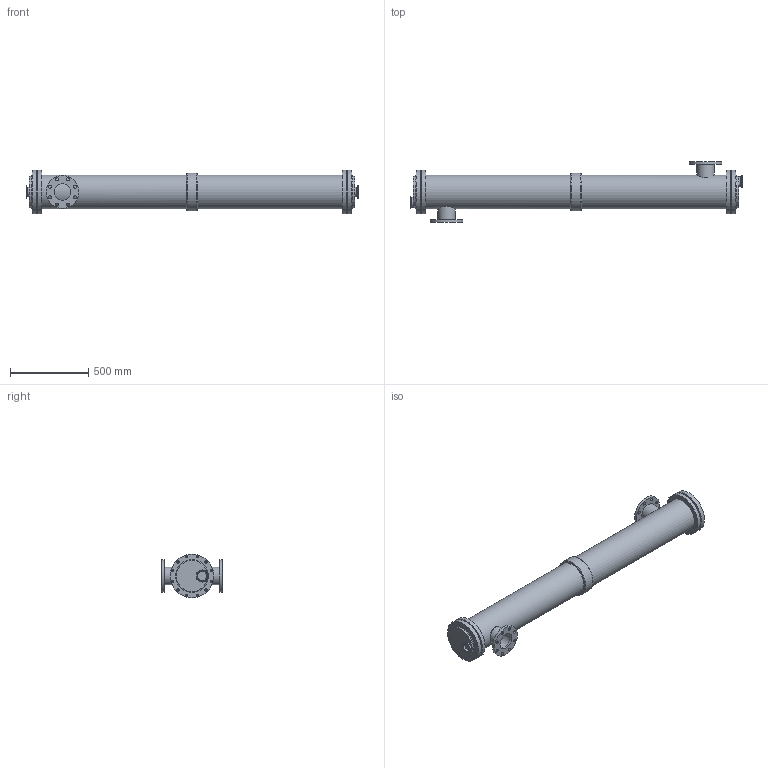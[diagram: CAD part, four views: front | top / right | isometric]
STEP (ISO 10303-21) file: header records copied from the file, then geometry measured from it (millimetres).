
FILE_DESCRIPTION(/* description */ (''),/* implementation_level */ '2;1');
FILE_NAME(/* name */ 'HE200A-100A-25.stp',/* time_stamp */ '2024-04-24T11:08:21+09:00',/* author */ ('autocad33'),/* organization */ (''),/* preprocessor_version */ 'ST-DEVELOPER v19.2',/* originating_system */ 'Autodesk Inventor 2023',/* authorisation */ '');
FILE_SCHEMA (('AUTOMOTIVE_DESIGN { 1 0 10303 214 3 1 1 }'));
Length unit declared in the file: millimetre
Products named in the file (1): HE150A元-01-01-03
Bounding box: 2128 x 390 x 280 mm (x, y, z)
Volume: 80516728.3 mm3; surface area: 2023930.9 mm2
Topology: 1 solids, 1 shells, 119 faces, 295 edges, 197 vertices
Faces by surface type: cylinder 89, plane 20, torus 6, cone 4
Full cylindrical faces by diameter (mm): 14 x48, 19 x16, 59.5 x2, 63.5 x2, 77.5 x2, 108.3 x2, 114.3 x2, 201.3 x2, 210 x2, 216.3 x2, 225 x2, 241.2 x1, 280 x4
Entity records: 4197 total; most frequent: CARTESIAN_POINT 877, DIRECTION 720, ORIENTED_EDGE 590, AXIS2_PLACEMENT_3D 314, EDGE_CURVE 295, EDGE_LOOP 266, VERTEX_POINT 197, CIRCLE 194
